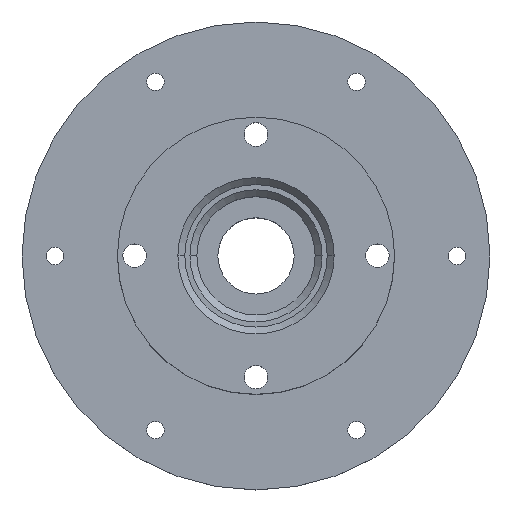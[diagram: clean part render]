
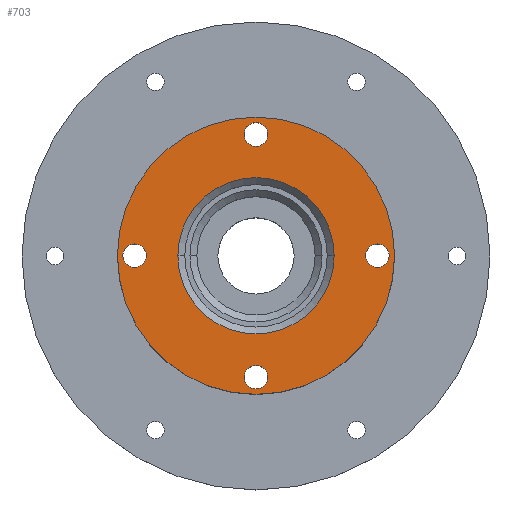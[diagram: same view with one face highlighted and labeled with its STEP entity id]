
A CAD part, top view. The second image highlights one B-rep face of the part: STEP entity #703.
In plain terms, the highlighted planar face has unit normal (0, 0, 1).
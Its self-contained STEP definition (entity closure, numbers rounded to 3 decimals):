
#1 = DIRECTION ( 'NONE',  ( 0., 0., -1. ) ) ;
#8 = CIRCLE ( 'NONE', #1188, 22.55 ) ;
#32 = DIRECTION ( 'NONE',  ( -1., 0., 0. ) ) ;
#53 = CARTESIAN_POINT ( 'NONE',  ( 35., 0., 39.5 ) ) ;
#55 = EDGE_CURVE ( 'NONE', #1690, #1113, #940, .T. ) ;
#57 = FACE_BOUND ( 'NONE', #1282, .T. ) ;
#65 = ORIENTED_EDGE ( 'NONE', *, *, #1637, .T. ) ;
#70 = CIRCLE ( 'NONE', #1410, 3.4 ) ;
#82 = CARTESIAN_POINT ( 'NONE',  ( -39.975, 0., 39.5 ) ) ;
#93 = FACE_OUTER_BOUND ( 'NONE', #1426, .T. ) ;
#97 = CIRCLE ( 'NONE', #1642, 3.4 ) ;
#101 = CIRCLE ( 'NONE', #1215, 3.4 ) ;
#107 = DIRECTION ( 'NONE',  ( -1., 0., 0. ) ) ;
#115 = DIRECTION ( 'NONE',  ( 0., 0., -1. ) ) ;
#118 = CARTESIAN_POINT ( 'NONE',  ( 38.4, 0., 39.5 ) ) ;
#121 = DIRECTION ( 'NONE',  ( 0., 0., -1. ) ) ;
#123 = AXIS2_PLACEMENT_3D ( 'NONE', #429, #964, #1368 ) ;
#143 = CARTESIAN_POINT ( 'NONE',  ( -35., 0., 39.5 ) ) ;
#158 = CARTESIAN_POINT ( 'NONE',  ( 31.6, 0., 39.5 ) ) ;
#169 = DIRECTION ( 'NONE',  ( 0., 0., -1. ) ) ;
#181 = VERTEX_POINT ( 'NONE', #950 ) ;
#244 = ORIENTED_EDGE ( 'NONE', *, *, #1240, .T. ) ;
#247 = CARTESIAN_POINT ( 'NONE',  ( 0., -35., 39.5 ) ) ;
#254 = ORIENTED_EDGE ( 'NONE', *, *, #607, .T. ) ;
#259 = EDGE_LOOP ( 'NONE', ( #1506, #1163 ) ) ;
#261 = AXIS2_PLACEMENT_3D ( 'NONE', #1272, #1698, #1294 ) ;
#265 = AXIS2_PLACEMENT_3D ( 'NONE', #1432, #1422, #1292 ) ;
#283 = DIRECTION ( 'NONE',  ( -1., 0., 0. ) ) ;
#288 = AXIS2_PLACEMENT_3D ( 'NONE', #977, #622, #729 ) ;
#308 = CARTESIAN_POINT ( 'NONE',  ( -3.4, 35., 39.5 ) ) ;
#319 = DIRECTION ( 'NONE',  ( 1., 0., 0. ) ) ;
#329 = ORIENTED_EDGE ( 'NONE', *, *, #967, .T. ) ;
#339 = FACE_BOUND ( 'NONE', #505, .T. ) ;
#347 = PLANE ( 'NONE',  #261 ) ;
#376 = CIRCLE ( 'NONE', #1582, 3.4 ) ;
#379 = AXIS2_PLACEMENT_3D ( 'NONE', #1511, #1, #1498 ) ;
#423 = VERTEX_POINT ( 'NONE', #118 ) ;
#429 = CARTESIAN_POINT ( 'NONE',  ( 0., 0., 39.5 ) ) ;
#486 = ORIENTED_EDGE ( 'NONE', *, *, #1277, .T. ) ;
#505 = EDGE_LOOP ( 'NONE', ( #1710, #329 ) ) ;
#506 = CARTESIAN_POINT ( 'NONE',  ( -31.6, 0., 39.5 ) ) ;
#526 = VERTEX_POINT ( 'NONE', #506 ) ;
#570 = ORIENTED_EDGE ( 'NONE', *, *, #691, .T. ) ;
#607 = EDGE_CURVE ( 'NONE', #1154, #181, #376, .T. ) ;
#620 = CARTESIAN_POINT ( 'NONE',  ( 35., 0., 39.5 ) ) ;
#622 = DIRECTION ( 'NONE',  ( 0., 0., -1. ) ) ;
#625 = EDGE_LOOP ( 'NONE', ( #244, #65 ) ) ;
#631 = VERTEX_POINT ( 'NONE', #959 ) ;
#651 = EDGE_CURVE ( 'NONE', #1006, #526, #97, .T. ) ;
#691 = EDGE_CURVE ( 'NONE', #1270, #1585, #1068, .T. ) ;
#697 = CARTESIAN_POINT ( 'NONE',  ( 22.55, 0., 39.5 ) ) ;
#703 = ADVANCED_FACE ( 'NONE', ( #1536, #93, #988, #57, #339, #996 ), #347, .T. ) ;
#729 = DIRECTION ( 'NONE',  ( -1., 0., 0. ) ) ;
#744 = DIRECTION ( 'NONE',  ( -1., 0., 0. ) ) ;
#752 = EDGE_CURVE ( 'NONE', #1113, #1690, #1300, .T. ) ;
#802 = CARTESIAN_POINT ( 'NONE',  ( -38.4, 0., 39.5 ) ) ;
#803 = CARTESIAN_POINT ( 'NONE',  ( 39.975, 0., 39.5 ) ) ;
#816 = CIRCLE ( 'NONE', #265, 22.55 ) ;
#830 = DIRECTION ( 'NONE',  ( 0., 0., -1. ) ) ;
#846 = CIRCLE ( 'NONE', #1070, 3.4 ) ;
#912 = CARTESIAN_POINT ( 'NONE',  ( 0., 0., 39.5 ) ) ;
#927 = CIRCLE ( 'NONE', #379, 3.4 ) ;
#940 = CIRCLE ( 'NONE', #1174, 3.4 ) ;
#949 = ORIENTED_EDGE ( 'NONE', *, *, #1002, .T. ) ;
#950 = CARTESIAN_POINT ( 'NONE',  ( 3.4, -35., 39.5 ) ) ;
#959 = CARTESIAN_POINT ( 'NONE',  ( -22.55, 0., 39.5 ) ) ;
#964 = DIRECTION ( 'NONE',  ( 0., 0., 1. ) ) ;
#967 = EDGE_CURVE ( 'NONE', #526, #1006, #927, .T. ) ;
#977 = CARTESIAN_POINT ( 'NONE',  ( 0., 35., 39.5 ) ) ;
#988 = FACE_BOUND ( 'NONE', #1621, .T. ) ;
#996 = FACE_BOUND ( 'NONE', #259, .T. ) ;
#1002 = EDGE_CURVE ( 'NONE', #1585, #1270, #1129, .T. ) ;
#1005 = DIRECTION ( 'NONE',  ( 0., 0., 1. ) ) ;
#1006 = VERTEX_POINT ( 'NONE', #802 ) ;
#1068 = CIRCLE ( 'NONE', #1326, 39.975 ) ;
#1070 = AXIS2_PLACEMENT_3D ( 'NONE', #620, #115, #744 ) ;
#1074 = DIRECTION ( 'NONE',  ( -1., 0., 0. ) ) ;
#1113 = VERTEX_POINT ( 'NONE', #1243 ) ;
#1129 = CIRCLE ( 'NONE', #123, 39.975 ) ;
#1154 = VERTEX_POINT ( 'NONE', #1567 ) ;
#1163 = ORIENTED_EDGE ( 'NONE', *, *, #752, .T. ) ;
#1174 = AXIS2_PLACEMENT_3D ( 'NONE', #1654, #1627, #1530 ) ;
#1179 = EDGE_CURVE ( 'NONE', #181, #1154, #70, .T. ) ;
#1188 = AXIS2_PLACEMENT_3D ( 'NONE', #912, #121, #1357 ) ;
#1215 = AXIS2_PLACEMENT_3D ( 'NONE', #53, #1687, #32 ) ;
#1240 = EDGE_CURVE ( 'NONE', #1365, #423, #846, .T. ) ;
#1243 = CARTESIAN_POINT ( 'NONE',  ( 3.4, 35., 39.5 ) ) ;
#1270 = VERTEX_POINT ( 'NONE', #82 ) ;
#1272 = CARTESIAN_POINT ( 'NONE',  ( 0., 0., 39.5 ) ) ;
#1277 = EDGE_CURVE ( 'NONE', #631, #1589, #816, .T. ) ;
#1282 = EDGE_LOOP ( 'NONE', ( #254, #1539 ) ) ;
#1292 = DIRECTION ( 'NONE',  ( 1., 0., 0. ) ) ;
#1294 = DIRECTION ( 'NONE',  ( 1., 0., 0. ) ) ;
#1300 = CIRCLE ( 'NONE', #288, 3.4 ) ;
#1326 = AXIS2_PLACEMENT_3D ( 'NONE', #1544, #1005, #319 ) ;
#1330 = EDGE_CURVE ( 'NONE', #1589, #631, #8, .T. ) ;
#1347 = ORIENTED_EDGE ( 'NONE', *, *, #1330, .T. ) ;
#1357 = DIRECTION ( 'NONE',  ( 1., 0., 0. ) ) ;
#1365 = VERTEX_POINT ( 'NONE', #158 ) ;
#1368 = DIRECTION ( 'NONE',  ( 1., 0., 0. ) ) ;
#1410 = AXIS2_PLACEMENT_3D ( 'NONE', #247, #1580, #107 ) ;
#1422 = DIRECTION ( 'NONE',  ( 0., 0., -1. ) ) ;
#1426 = EDGE_LOOP ( 'NONE', ( #570, #949 ) ) ;
#1432 = CARTESIAN_POINT ( 'NONE',  ( 0., 0., 39.5 ) ) ;
#1498 = DIRECTION ( 'NONE',  ( -1., 0., 0. ) ) ;
#1506 = ORIENTED_EDGE ( 'NONE', *, *, #55, .T. ) ;
#1511 = CARTESIAN_POINT ( 'NONE',  ( -35., 0., 39.5 ) ) ;
#1530 = DIRECTION ( 'NONE',  ( -1., 0., 0. ) ) ;
#1536 = FACE_BOUND ( 'NONE', #625, .T. ) ;
#1539 = ORIENTED_EDGE ( 'NONE', *, *, #1179, .T. ) ;
#1544 = CARTESIAN_POINT ( 'NONE',  ( 0., 0., 39.5 ) ) ;
#1567 = CARTESIAN_POINT ( 'NONE',  ( -3.4, -35., 39.5 ) ) ;
#1580 = DIRECTION ( 'NONE',  ( 0., 0., -1. ) ) ;
#1582 = AXIS2_PLACEMENT_3D ( 'NONE', #1660, #169, #1074 ) ;
#1585 = VERTEX_POINT ( 'NONE', #803 ) ;
#1589 = VERTEX_POINT ( 'NONE', #697 ) ;
#1621 = EDGE_LOOP ( 'NONE', ( #1347, #486 ) ) ;
#1627 = DIRECTION ( 'NONE',  ( 0., 0., -1. ) ) ;
#1637 = EDGE_CURVE ( 'NONE', #423, #1365, #101, .T. ) ;
#1642 = AXIS2_PLACEMENT_3D ( 'NONE', #143, #830, #283 ) ;
#1654 = CARTESIAN_POINT ( 'NONE',  ( 0., 35., 39.5 ) ) ;
#1660 = CARTESIAN_POINT ( 'NONE',  ( 0., -35., 39.5 ) ) ;
#1687 = DIRECTION ( 'NONE',  ( 0., 0., -1. ) ) ;
#1690 = VERTEX_POINT ( 'NONE', #308 ) ;
#1698 = DIRECTION ( 'NONE',  ( 0., 0., 1. ) ) ;
#1710 = ORIENTED_EDGE ( 'NONE', *, *, #651, .T. ) ;
